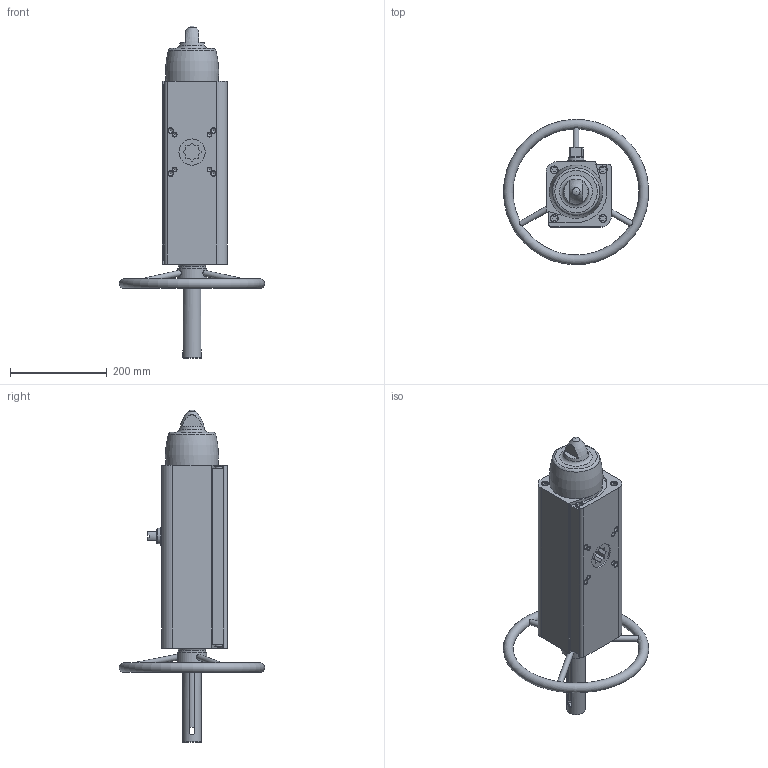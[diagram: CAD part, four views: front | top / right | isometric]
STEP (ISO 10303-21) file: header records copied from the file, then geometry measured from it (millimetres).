
FILE_DESCRIPTION(/* description */ ('STEP AP214'),/* implementation_level */ '2;1');
FILE_NAME(/* name */ '8005043_DAPS-0240-090-RS2-F1012-MW',/* time_stamp */ '2024-08-13T16:39:54+02:00',/* author */ ('License CC BY-ND 4.0'),/* organization */ ('CADENAS'),/* preprocessor_version */ 'ST-DEVELOPER v19.3',/* originating_system */ 'PARTsolutions',/* authorisation */ ' ');
FILE_SCHEMA (('AUTOMOTIVE_DESIGN {1 0 10303 214 3 1 1}'));
Length unit declared in the file: millimetre
Products named in the file (3): 8005043 DAPS-0240-090-RS2-F1012-MW---0; 8005043 DAPS-0240-090-RS2-F1012-MW---(1); 8005043 DAPS-0240-090-RS2-F1012-MW---(2)
Assembly tree (2 placements, depth 2):
  8005043 DAPS-0240-090-RS2-F1012-MW---0
    8005043 DAPS-0240-090-RS2-F1012-MW---(1)
    8005043 DAPS-0240-090-RS2-F1012-MW---(2)
Bounding box: 299.64 x 299.85 x 685.2 mm (x, y, z)
Volume: 7828925.2 mm3; surface area: 415631 mm2
Topology: 2 solids, 2 shells, 278 faces, 711 edges, 458 vertices
Faces by surface type: plane 150, cylinder 72, cone 41, torus 15
Full cylindrical faces by diameter (mm): 4.134 x8, 4.917 x1, 8.376 x4, 10.106 x4, 11.445 x2, 12 x3, 16 x8, 32 x1, 33 x1, 37 x1, 38 x1, 46 x2, 54 x2, 56 x1, 60 x1
Entity records: 7784 total; most frequent: CARTESIAN_POINT 1467, DIRECTION 1300, ORIENTED_EDGE 1138, EDGE_CURVE 569, AXIS2_PLACEMENT_3D 468, VERTEX_POINT 432, FACE_BOUND 423, EDGE_LOOP 403
